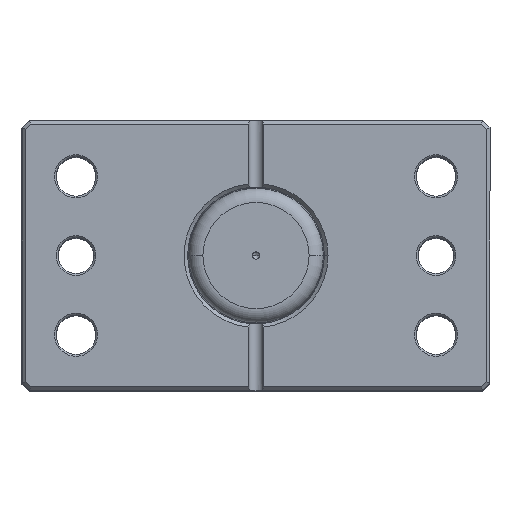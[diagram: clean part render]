
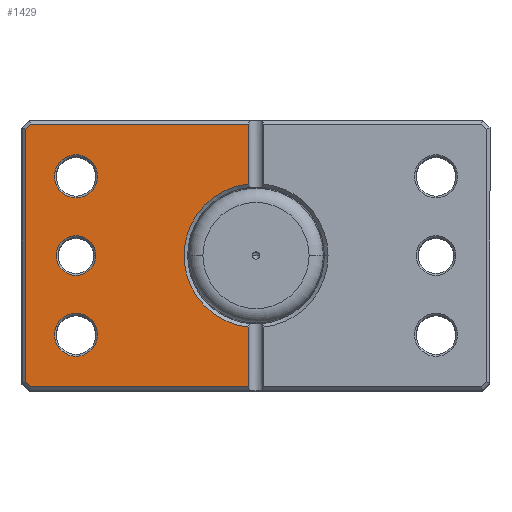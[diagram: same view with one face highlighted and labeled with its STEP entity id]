
A CAD part, top view. The second image highlights one B-rep face of the part: STEP entity #1429.
In plain terms, the highlighted face is planar.
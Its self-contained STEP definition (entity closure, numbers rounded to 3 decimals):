
#3 = LINE ( 'NONE', #1522, #1309 ) ;
#76 = EDGE_CURVE ( 'NONE', #3413, #6640, #5234, .T. ) ;
#161 = VERTEX_POINT ( 'NONE', #6856 ) ;
#188 = FACE_BOUND ( 'NONE', #4776, .T. ) ;
#295 = CARTESIAN_POINT ( 'NONE',  ( 62.586, -36.5, 0. ) ) ;
#305 = VECTOR ( 'NONE', #3841, 1000. ) ;
#331 = ORIENTED_EDGE ( 'NONE', *, *, #1967, .T. ) ;
#346 = DIRECTION ( 'NONE',  ( -1., 0., 0. ) ) ;
#350 = CARTESIAN_POINT ( 'NONE',  ( 0., 0., 0. ) ) ;
#449 = LINE ( 'NONE', #4814, #6205 ) ;
#485 = EDGE_LOOP ( 'NONE', ( #4788, #6258, #331, #2413, #3643, #5240, #6511, #690 ) ) ;
#505 = CARTESIAN_POINT ( 'NONE',  ( 0., 36.5, 0. ) ) ;
#530 = EDGE_CURVE ( 'NONE', #4589, #3281, #1104, .T. ) ;
#661 = LINE ( 'NONE', #4651, #4943 ) ;
#690 = ORIENTED_EDGE ( 'NONE', *, *, #6515, .T. ) ;
#692 = LINE ( 'NONE', #6416, #6439 ) ;
#740 = VERTEX_POINT ( 'NONE', #5871 ) ;
#741 = DIRECTION ( 'NONE',  ( 0., 1., 0. ) ) ;
#868 = DIRECTION ( 'NONE',  ( -0.707, -0.707, 0. ) ) ;
#882 = CARTESIAN_POINT ( 'NONE',  ( 50., 22., 0. ) ) ;
#1093 = ORIENTED_EDGE ( 'NONE', *, *, #1296, .T. ) ;
#1104 = LINE ( 'NONE', #1491, #2400 ) ;
#1144 = CARTESIAN_POINT ( 'NONE',  ( 64., -35.086, 0. ) ) ;
#1166 = EDGE_CURVE ( 'NONE', #2809, #4589, #449, .T. ) ;
#1177 = DIRECTION ( 'NONE',  ( 0., 1., 0. ) ) ;
#1187 = CARTESIAN_POINT ( 'NONE',  ( 0., 0., 0. ) ) ;
#1213 = CIRCLE ( 'NONE', #6752, 5.5 ) ;
#1296 = EDGE_CURVE ( 'NONE', #6051, #6912, #5690, .T. ) ;
#1309 = VECTOR ( 'NONE', #1177, 1000. ) ;
#1311 = DIRECTION ( 'NONE',  ( 1., 0., 0. ) ) ;
#1359 = AXIS2_PLACEMENT_3D ( 'NONE', #6382, #3047, #6899 ) ;
#1418 = DIRECTION ( 'NONE',  ( 0., -1., 0. ) ) ;
#1429 = ADVANCED_FACE ( 'NONE', ( #188, #4643, #5949, #3146 ), #7133, .F. ) ;
#1441 = DIRECTION ( 'NONE',  ( 1., 0., 0. ) ) ;
#1491 = CARTESIAN_POINT ( 'NONE',  ( 64., 0., 0. ) ) ;
#1522 = CARTESIAN_POINT ( 'NONE',  ( 2., 37.5, 0. ) ) ;
#1560 = CARTESIAN_POINT ( 'NONE',  ( 44., -22., 0. ) ) ;
#1626 = CARTESIAN_POINT ( 'NONE',  ( 50., 22., 0. ) ) ;
#1630 = ORIENTED_EDGE ( 'NONE', *, *, #5975, .T. ) ;
#1750 = DIRECTION ( 'NONE',  ( 1., 0., 0. ) ) ;
#1905 = DIRECTION ( 'NONE',  ( 0., 0., 1. ) ) ;
#1967 = EDGE_CURVE ( 'NONE', #740, #161, #3, .T. ) ;
#1991 = CARTESIAN_POINT ( 'NONE',  ( 0., -36.5, 0. ) ) ;
#2034 = DIRECTION ( 'NONE',  ( 1., 0., 0. ) ) ;
#2145 = CIRCLE ( 'NONE', #2430, 6. ) ;
#2353 = EDGE_CURVE ( 'NONE', #6912, #6051, #1213, .T. ) ;
#2400 = VECTOR ( 'NONE', #1418, 1000. ) ;
#2413 = ORIENTED_EDGE ( 'NONE', *, *, #4464, .T. ) ;
#2430 = AXIS2_PLACEMENT_3D ( 'NONE', #882, #4800, #1441 ) ;
#2493 = DIRECTION ( 'NONE',  ( 0., 0., 1. ) ) ;
#2625 = CARTESIAN_POINT ( 'NONE',  ( 50., 0., 0. ) ) ;
#2780 = CARTESIAN_POINT ( 'NONE',  ( 62.586, 36.5, 0. ) ) ;
#2809 = VERTEX_POINT ( 'NONE', #2780 ) ;
#2920 = EDGE_CURVE ( 'NONE', #3281, #6444, #692, .T. ) ;
#3047 = DIRECTION ( 'NONE',  ( 0., 0., 1. ) ) ;
#3086 = AXIS2_PLACEMENT_3D ( 'NONE', #1187, #5102, #1750 ) ;
#3099 = ORIENTED_EDGE ( 'NONE', *, *, #2353, .T. ) ;
#3116 = ORIENTED_EDGE ( 'NONE', *, *, #76, .T. ) ;
#3146 = FACE_OUTER_BOUND ( 'NONE', #485, .T. ) ;
#3281 = VERTEX_POINT ( 'NONE', #1144 ) ;
#3389 = CARTESIAN_POINT ( 'NONE',  ( 64., 35.086, 0. ) ) ;
#3413 = VERTEX_POINT ( 'NONE', #4085 ) ;
#3446 = AXIS2_PLACEMENT_3D ( 'NONE', #350, #1905, #2034 ) ;
#3543 = CIRCLE ( 'NONE', #1359, 6. ) ;
#3643 = ORIENTED_EDGE ( 'NONE', *, *, #1166, .T. ) ;
#3841 = DIRECTION ( 'NONE',  ( 1., 0., 0. ) ) ;
#4056 = EDGE_CURVE ( 'NONE', #5230, #6248, #661, .T. ) ;
#4085 = CARTESIAN_POINT ( 'NONE',  ( 56., 22., 0. ) ) ;
#4322 = DIRECTION ( 'NONE',  ( 0.707, -0.707, 0. ) ) ;
#4368 = VERTEX_POINT ( 'NONE', #6977 ) ;
#4437 = CIRCLE ( 'NONE', #3086, 20. ) ;
#4464 = EDGE_CURVE ( 'NONE', #161, #2809, #6062, .T. ) ;
#4589 = VERTEX_POINT ( 'NONE', #3389 ) ;
#4643 = FACE_BOUND ( 'NONE', #5972, .T. ) ;
#4651 = CARTESIAN_POINT ( 'NONE',  ( 2., 37.5, 0. ) ) ;
#4704 = CARTESIAN_POINT ( 'NONE',  ( 2., -36.5, 0. ) ) ;
#4776 = EDGE_LOOP ( 'NONE', ( #1093, #3099 ) ) ;
#4788 = ORIENTED_EDGE ( 'NONE', *, *, #4056, .T. ) ;
#4800 = DIRECTION ( 'NONE',  ( 0., 0., 1. ) ) ;
#4814 = CARTESIAN_POINT ( 'NONE',  ( 49.543, 49.543, 0. ) ) ;
#4943 = VECTOR ( 'NONE', #741, 1000. ) ;
#5102 = DIRECTION ( 'NONE',  ( 0., 0., 1. ) ) ;
#5104 = AXIS2_PLACEMENT_3D ( 'NONE', #2625, #6407, #6523 ) ;
#5120 = VECTOR ( 'NONE', #346, 1000. ) ;
#5213 = ORIENTED_EDGE ( 'NONE', *, *, #5359, .T. ) ;
#5230 = VERTEX_POINT ( 'NONE', #4704 ) ;
#5234 = CIRCLE ( 'NONE', #5722, 6. ) ;
#5240 = ORIENTED_EDGE ( 'NONE', *, *, #530, .T. ) ;
#5242 = EDGE_CURVE ( 'NONE', #4368, #6164, #7028, .T. ) ;
#5266 = AXIS2_PLACEMENT_3D ( 'NONE', #5845, #2493, #6386 ) ;
#5359 = EDGE_CURVE ( 'NONE', #6164, #4368, #3543, .T. ) ;
#5631 = EDGE_CURVE ( 'NONE', #6248, #740, #4437, .T. ) ;
#5690 = CIRCLE ( 'NONE', #5104, 5.5 ) ;
#5722 = AXIS2_PLACEMENT_3D ( 'NONE', #1626, #6871, #1311 ) ;
#5745 = CARTESIAN_POINT ( 'NONE',  ( 50., 0., 0. ) ) ;
#5767 = DIRECTION ( 'NONE',  ( 0., 0., 1. ) ) ;
#5776 = CARTESIAN_POINT ( 'NONE',  ( 55.5, 0., 0. ) ) ;
#5845 = CARTESIAN_POINT ( 'NONE',  ( 50., -22., 0. ) ) ;
#5871 = CARTESIAN_POINT ( 'NONE',  ( 2., 19.9, 0. ) ) ;
#5949 = FACE_BOUND ( 'NONE', #7122, .T. ) ;
#5961 = CARTESIAN_POINT ( 'NONE',  ( 44.5, 0., 0. ) ) ;
#5972 = EDGE_LOOP ( 'NONE', ( #5213, #6967 ) ) ;
#5975 = EDGE_CURVE ( 'NONE', #6640, #3413, #2145, .T. ) ;
#6014 = DIRECTION ( 'NONE',  ( 1., 0., 0. ) ) ;
#6051 = VERTEX_POINT ( 'NONE', #5961 ) ;
#6062 = LINE ( 'NONE', #505, #305 ) ;
#6109 = CARTESIAN_POINT ( 'NONE',  ( 2., -19.9, 0. ) ) ;
#6164 = VERTEX_POINT ( 'NONE', #1560 ) ;
#6205 = VECTOR ( 'NONE', #4322, 1000. ) ;
#6248 = VERTEX_POINT ( 'NONE', #6109 ) ;
#6258 = ORIENTED_EDGE ( 'NONE', *, *, #5631, .T. ) ;
#6382 = CARTESIAN_POINT ( 'NONE',  ( 50., -22., 0. ) ) ;
#6386 = DIRECTION ( 'NONE',  ( 1., 0., 0. ) ) ;
#6407 = DIRECTION ( 'NONE',  ( 0., 0., 1. ) ) ;
#6416 = CARTESIAN_POINT ( 'NONE',  ( 49.543, -49.543, 0. ) ) ;
#6439 = VECTOR ( 'NONE', #868, 1000. ) ;
#6444 = VERTEX_POINT ( 'NONE', #295 ) ;
#6511 = ORIENTED_EDGE ( 'NONE', *, *, #2920, .T. ) ;
#6515 = EDGE_CURVE ( 'NONE', #6444, #5230, #6570, .T. ) ;
#6523 = DIRECTION ( 'NONE',  ( 1., 0., 0. ) ) ;
#6541 = CARTESIAN_POINT ( 'NONE',  ( 44., 22., 0. ) ) ;
#6570 = LINE ( 'NONE', #1991, #5120 ) ;
#6640 = VERTEX_POINT ( 'NONE', #6541 ) ;
#6752 = AXIS2_PLACEMENT_3D ( 'NONE', #5745, #5767, #6014 ) ;
#6856 = CARTESIAN_POINT ( 'NONE',  ( 2., 36.5, 0. ) ) ;
#6871 = DIRECTION ( 'NONE',  ( 0., 0., 1. ) ) ;
#6899 = DIRECTION ( 'NONE',  ( 1., 0., 0. ) ) ;
#6912 = VERTEX_POINT ( 'NONE', #5776 ) ;
#6967 = ORIENTED_EDGE ( 'NONE', *, *, #5242, .T. ) ;
#6977 = CARTESIAN_POINT ( 'NONE',  ( 56., -22., 0. ) ) ;
#7028 = CIRCLE ( 'NONE', #5266, 6. ) ;
#7122 = EDGE_LOOP ( 'NONE', ( #1630, #3116 ) ) ;
#7133 = PLANE ( 'NONE',  #3446 ) ;
